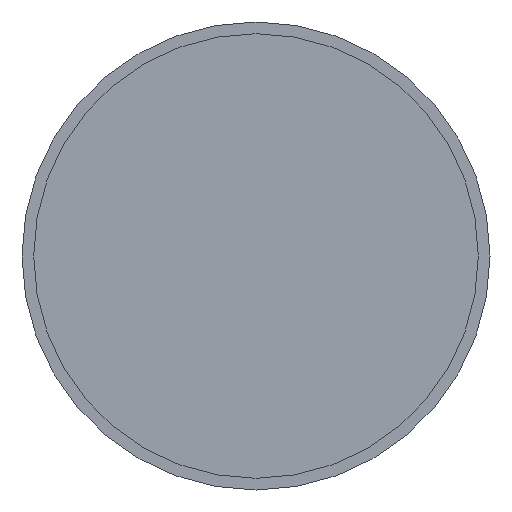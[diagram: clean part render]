
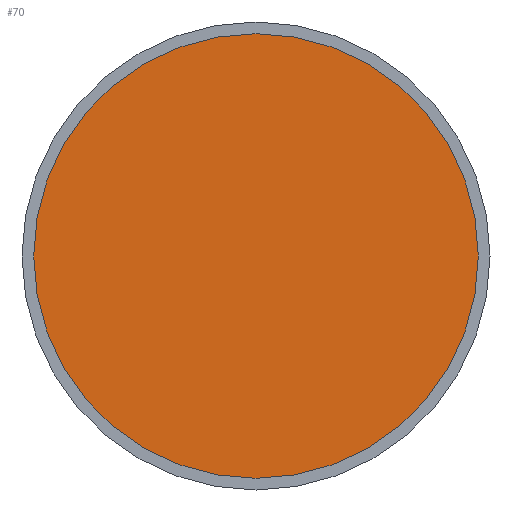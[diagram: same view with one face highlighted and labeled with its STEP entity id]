
A CAD part, front view. The second image highlights one B-rep face of the part: STEP entity #70.
In plain terms, the highlighted planar face has unit normal (0, -1, 0).
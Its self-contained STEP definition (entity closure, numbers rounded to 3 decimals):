
#70 = ADVANCED_FACE( '', ( #156 ), #157, .F. );
#156 = FACE_OUTER_BOUND( '', #262, .T. );
#157 = PLANE( '', #263 );
#262 = EDGE_LOOP( '', ( #428 ) );
#263 = AXIS2_PLACEMENT_3D( '', #429, #430, #431 );
#428 = ORIENTED_EDGE( '', *, *, #566, .T. );
#429 = CARTESIAN_POINT( '', ( 38., -3., 0. ) );
#430 = DIRECTION( '', ( 0., 1., 0. ) );
#431 = DIRECTION( '', ( 0., 0., 1. ) );
#566 = EDGE_CURVE( '', #642, #642, #643, .T. );
#642 = VERTEX_POINT( '', #746 );
#643 = CIRCLE( '', #747, 38. );
#746 = CARTESIAN_POINT( '', ( 0., -3., -38. ) );
#747 = AXIS2_PLACEMENT_3D( '', #867, #868, #869 );
#867 = CARTESIAN_POINT( '', ( 0., -3., 0. ) );
#868 = DIRECTION( '', ( 0., -1., 0. ) );
#869 = DIRECTION( '', ( 0., 0., -1. ) );
